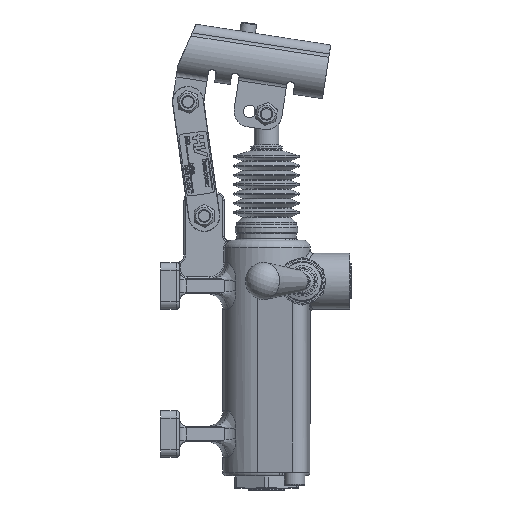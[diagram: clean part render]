
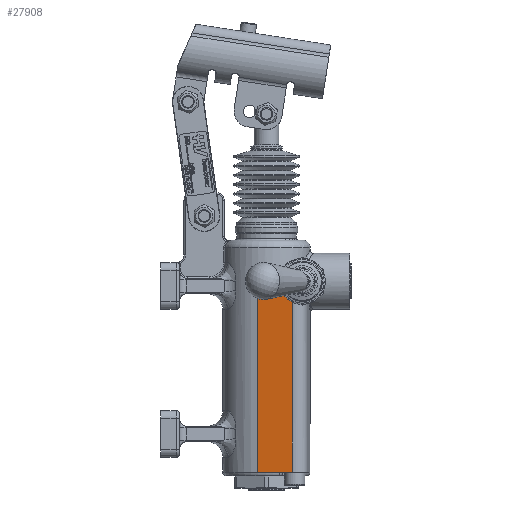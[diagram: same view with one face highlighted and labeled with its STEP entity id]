
A CAD part, left-side view. The second image highlights one B-rep face of the part: STEP entity #27908.
In plain terms, the highlighted planar face has unit normal (-0.981, 0.196, 0).
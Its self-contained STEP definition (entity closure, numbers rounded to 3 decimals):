
#22046=CARTESIAN_POINT('',(-27.455,5.496,4.0));
#22047=VERTEX_POINT('',#22046);
#26923=CARTESIAN_POINT('',(-31.844,-16.43,114.818));
#26924=VERTEX_POINT('',#26923);
#26936=CARTESIAN_POINT('',(-31.844,-16.43,4.0));
#26937=VERTEX_POINT('',#26936);
#26938=CARTESIAN_POINT('',(-31.844,-16.43,4.0));
#26939=DIRECTION('',(0.0,0.0,1.0));
#26940=VECTOR('',#26939,110.818);
#26941=LINE('',#26938,#26940);
#26942=EDGE_CURVE('',#26937,#26924,#26941,.T.);
#26963=CARTESIAN_POINT('',(-27.455,5.496,4.0));
#26964=DIRECTION('',(-0.196,-0.981,0.0));
#26965=VECTOR('',#26964,22.361);
#26966=LINE('',#26963,#26965);
#26967=EDGE_CURVE('',#22047,#26937,#26966,.T.);
#27420=CARTESIAN_POINT('',(-30.564,-10.034,123.5));
#27421=VERTEX_POINT('',#27420);
#27442=CARTESIAN_POINT('',(-27.455,5.496,123.5));
#27443=VERTEX_POINT('',#27442);
#27459=CARTESIAN_POINT('',(-27.455,5.496,123.5));
#27460=DIRECTION('',(-0.196,-0.981,0.0));
#27461=VECTOR('',#27460,15.838);
#27462=LINE('',#27459,#27461);
#27463=EDGE_CURVE('',#27443,#27421,#27462,.T.);
#27757=CARTESIAN_POINT('',(-33.199,-23.196,126.5));
#27758=DIRECTION('',(-0.981,0.196,0.0));
#27759=DIRECTION('',(0.196,0.981,0.0));
#27760=AXIS2_PLACEMENT_3D('',#27757,#27758,#27759);
#27761=ELLIPSE('',#27760,13.768,13.5);
#27762=EDGE_CURVE('',#27421,#26924,#27761,.T.);
#27891=CARTESIAN_POINT('',(-31.844,-16.43,4.0));
#27892=DIRECTION('',(-0.981,0.196,0.0));
#27893=DIRECTION('',(0.0,0.0,1.0));
#27894=AXIS2_PLACEMENT_3D('',#27891,#27892,#27893);
#27895=PLANE('',#27894);
#27896=ORIENTED_EDGE('',*,*,#27762,.F.);
#27897=ORIENTED_EDGE('',*,*,#27463,.F.);
#27898=CARTESIAN_POINT('',(-27.455,5.496,4.0));
#27899=DIRECTION('',(0.0,0.0,1.0));
#27900=VECTOR('',#27899,119.5);
#27901=LINE('',#27898,#27900);
#27902=EDGE_CURVE('',#22047,#27443,#27901,.T.);
#27903=ORIENTED_EDGE('',*,*,#27902,.F.);
#27904=ORIENTED_EDGE('',*,*,#26967,.T.);
#27905=ORIENTED_EDGE('',*,*,#26942,.T.);
#27906=EDGE_LOOP('',(#27896,#27897,#27903,#27904,#27905));
#27907=FACE_OUTER_BOUND('',#27906,.T.);
#27908=ADVANCED_FACE('',(#27907),#27895,.T.);
